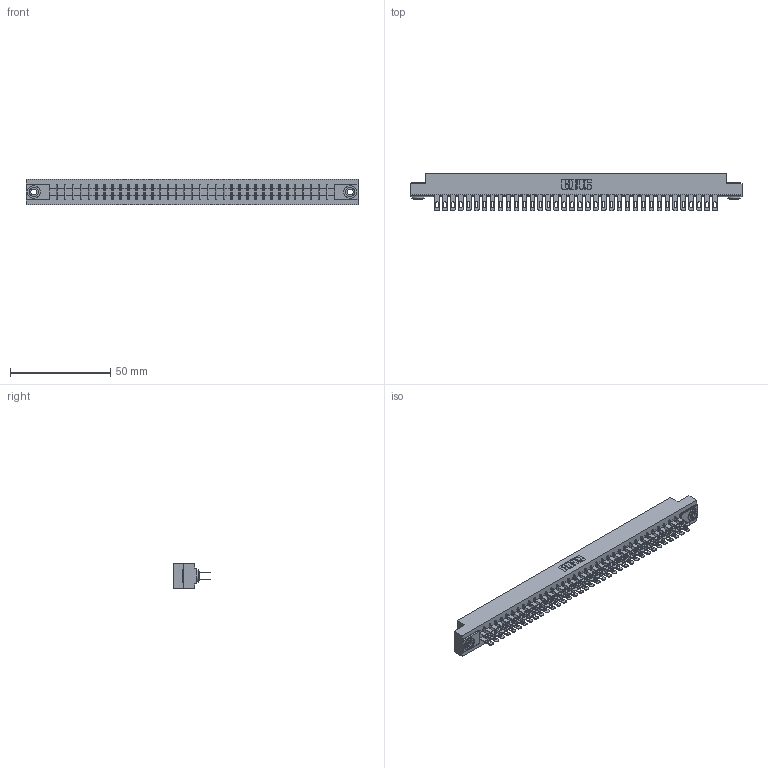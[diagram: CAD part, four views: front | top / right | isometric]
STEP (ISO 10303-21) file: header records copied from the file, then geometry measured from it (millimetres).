
FILE_DESCRIPTION (( 'STEP AP203' ), '1' );
FILE_NAME ('355-072-500-503.STEP', '2019-09-12T17:53:46', ( '' ), ( '' ), 'SwSTEP 2.0', 'SolidWorks 2016', '' );
FILE_SCHEMA (( 'CONFIG_CONTROL_DESIGN' ));
Length unit declared in the file: inch
Products named in the file (4): 345-250-002_345-250-002-102; 305-290-001_500; 355-072-500-503; 305 Part_.156 Dia
Assembly tree (75 placements, depth 2):
  355-072-500-503
    305 Part_.156 Dia
    305-290-001_500  x72
    345-250-002_345-250-002-102  x2
Bounding box: 165.66 x 18.85 x 12.7 mm (x, y, z)
Volume: 16971.8 mm3; surface area: 23912.8 mm2
Topology: 75 solids, 75 shells, 3768 faces, 10760 edges, 6976 vertices
Faces by surface type: plane 2108, cylinder 1508, sphere 144, cone 8
Entity records: 40796 total; most frequent: CARTESIAN_POINT 6731, ORIENTED_EDGE 6672, DIRECTION 6534, EDGE_CURVE 3336, VECTOR 2680, LINE 2680, VERTEX_POINT 2124, AXIS2_PLACEMENT_3D 1927
